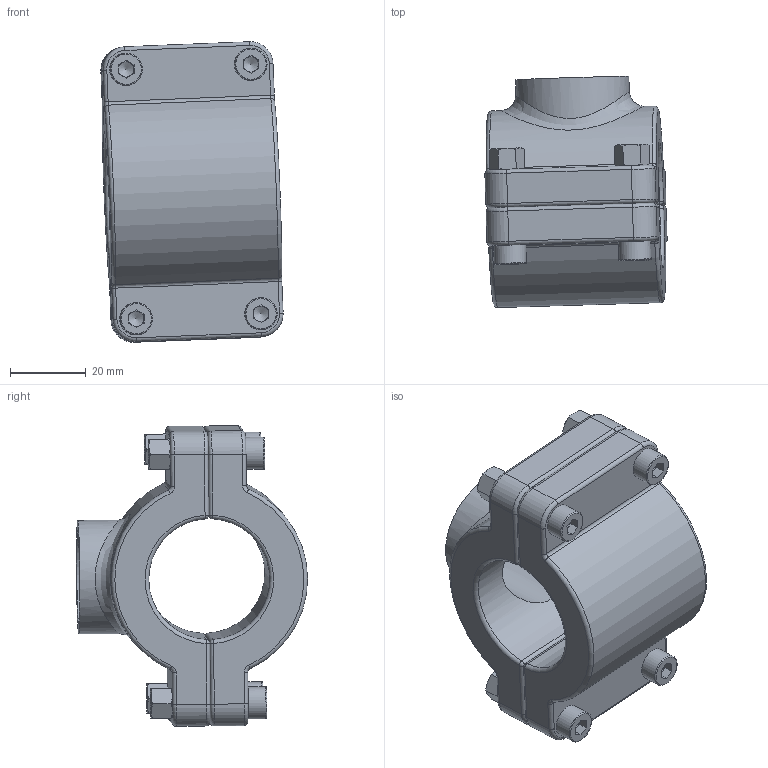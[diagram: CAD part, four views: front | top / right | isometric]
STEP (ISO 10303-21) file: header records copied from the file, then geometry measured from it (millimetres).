
FILE_DESCRIPTION (( 'STEP AP203' ), '1' );
FILE_NAME ('QSB3234.STEP', '2018-01-12T15:58:43', ( 'Utente' ), ( '' ), 'SwSTEP 2.0', 'SolidWorks 2016', '' );
FILE_SCHEMA (( 'CONFIG_CONTROL_DESIGN' ));
Length unit declared in the file: millimetre
Products named in the file (5): QSB-16; socket head cap screw_iso_ISO 4762 M5 x 25 --- 25N; QSB3234; hex nut gradec_iso_Hexagon Nut ISO - 4034 - M5 - N; QSB-15
Assembly tree (10 placements, depth 2):
  QSB3234
    QSB-15
    QSB-16
    socket head cap screw_iso_ISO 4762 M5 x 25 --- 25N  x4
    hex nut gradec_iso_Hexagon Nut ISO - 4034 - M5 - N  x4
Bounding box: 48.15 x 61.09 x 79.43 mm (x, y, z)
Volume: 82571 mm3; surface area: 27860.8 mm2
Topology: 10 solids, 10 shells, 292 faces, 648 edges, 373 vertices
Faces by surface type: plane 109, cylinder 70, cone 64, torus 40, sphere 8, bspline 1
Full cylindrical faces by diameter (mm): 4.2 x4, 5 x8, 5.5 x8, 8.5 x4, 24.5 x1, 30 x1
Entity records: 5609 total; most frequent: CARTESIAN_POINT 1455, DIRECTION 816, ORIENTED_EDGE 642, AXIS2_PLACEMENT_3D 353, EDGE_CURVE 321, EDGE_LOOP 200, VERTEX_POINT 195, CIRCLE 184
